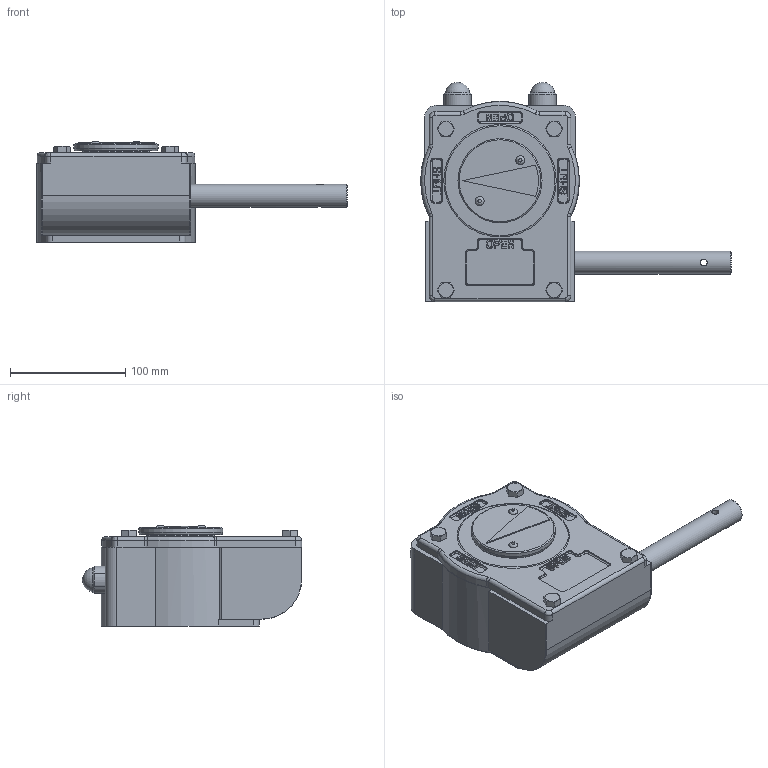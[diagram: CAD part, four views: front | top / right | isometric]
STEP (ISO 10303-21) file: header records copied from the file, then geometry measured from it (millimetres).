
FILE_DESCRIPTION( ( 'Unknown' ), '1' );
FILE_NAME( 'AB550N LH.stp', 'Unknown', ( 'Unknown' ), ( 'Unknown' ), 'PSStep 15.0.49', 'Unknown', ' ' );
FILE_SCHEMA( ( 'AUTOMOTIVE_DESIGN { 1 0 10303 214 1 1 1 1 }' ) );
Length unit declared in the file: millimetre
Products named in the file (1): 10BZ1000C0M00
Bounding box: 270 x 190.5 x 87.7 mm (x, y, z)
Volume: 1256332 mm3; surface area: 231626.7 mm2
Topology: 1 solids, 27 shells, 1571 faces, 4119 edges, 2557 vertices
Faces by surface type: plane 584, cylinder 400, cone 232, torus 201, bspline 120, sphere 18, extrusion 16
Full cylindrical faces by diameter (mm): 3.242 x4, 4 x2, 4.5 x2, 5.6 x3, 6 x1, 6.647 x8, 7.6 x2, 8 x6, 8.376 x4, 9 x4, 10.106 x4, 16 x1, 20 x1, 22 x2, 23.75 x2, 24 x3, 26 x1, 57.15 x2, 59 x2, 60 x3, 64 x1, 68 x1, 73 x1
Entity records: 68802 total; most frequent: CARTESIAN_POINT 20705, ORIENTED_EDGE 7686, DIRECTION 6955, EDGE_CURVE 3843, AXIS2_PLACEMENT_3D 2847, VERTEX_POINT 2480, EDGE_LOOP 1752, FACE_OUTER_BOUND 1648
